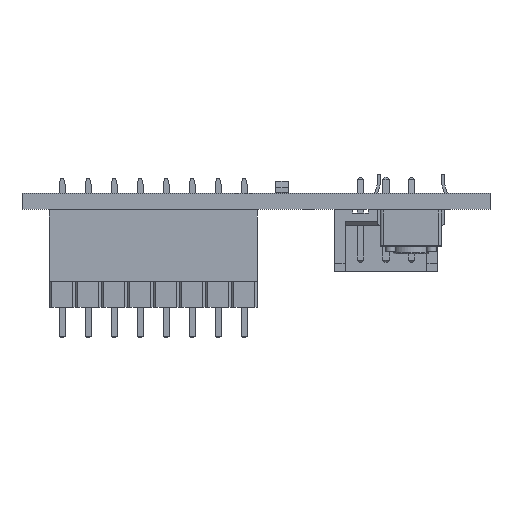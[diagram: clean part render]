
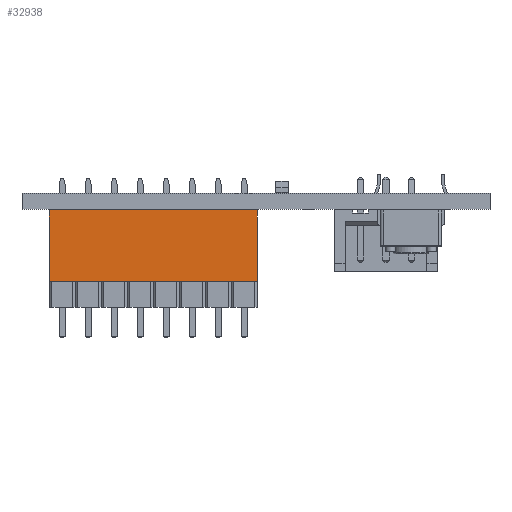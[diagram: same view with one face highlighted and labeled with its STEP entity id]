
A CAD part, front view. The second image highlights one B-rep face of the part: STEP entity #32938.
In plain terms, the highlighted face is planar.
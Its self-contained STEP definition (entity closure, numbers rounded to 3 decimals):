
#32938 = ADVANCED_FACE('',(#32939),#32953,.F.);
#32939 = FACE_BOUND('',#32940,.F.);
#32940 = EDGE_LOOP('',(#32941,#32976,#33004,#33032));
#32941 = ORIENTED_EDGE('',*,*,#32942,.T.);
#32942 = EDGE_CURVE('',#32943,#32945,#32947,.T.);
#32943 = VERTEX_POINT('',#32944);
#32944 = CARTESIAN_POINT('',(1.27,-19.05,0.));
#32945 = VERTEX_POINT('',#32946);
#32946 = CARTESIAN_POINT('',(1.27,-19.05,7.));
#32947 = SURFACE_CURVE('',#32948,(#32952,#32964),.PCURVE_S1.);
#32948 = LINE('',#32949,#32950);
#32949 = CARTESIAN_POINT('',(1.27,-19.05,0.));
#32950 = VECTOR('',#32951,1.);
#32951 = DIRECTION('',(0.,0.,1.));
#32952 = PCURVE('',#32953,#32958);
#32953 = PLANE('',#32954);
#32954 = AXIS2_PLACEMENT_3D('',#32955,#32956,#32957);
#32955 = CARTESIAN_POINT('',(1.27,-19.05,0.));
#32956 = DIRECTION('',(-1.,0.,0.));
#32957 = DIRECTION('',(0.,1.,0.));
#32958 = DEFINITIONAL_REPRESENTATION('',(#32959),#32963);
#32959 = LINE('',#32960,#32961);
#32960 = CARTESIAN_POINT('',(0.,0.));
#32961 = VECTOR('',#32962,1.);
#32962 = DIRECTION('',(0.,-1.));
#32963 = ( GEOMETRIC_REPRESENTATION_CONTEXT(2) 
PARAMETRIC_REPRESENTATION_CONTEXT() REPRESENTATION_CONTEXT('2D SPACE',''
  ) );
#32964 = PCURVE('',#32965,#32970);
#32965 = PLANE('',#32966);
#32966 = AXIS2_PLACEMENT_3D('',#32967,#32968,#32969);
#32967 = CARTESIAN_POINT('',(-1.27,-19.05,0.));
#32968 = DIRECTION('',(0.,1.,0.));
#32969 = DIRECTION('',(1.,0.,0.));
#32970 = DEFINITIONAL_REPRESENTATION('',(#32971),#32975);
#32971 = LINE('',#32972,#32973);
#32972 = CARTESIAN_POINT('',(2.54,0.));
#32973 = VECTOR('',#32974,1.);
#32974 = DIRECTION('',(0.,-1.));
#32975 = ( GEOMETRIC_REPRESENTATION_CONTEXT(2) 
PARAMETRIC_REPRESENTATION_CONTEXT() REPRESENTATION_CONTEXT('2D SPACE',''
  ) );
#32976 = ORIENTED_EDGE('',*,*,#32977,.T.);
#32977 = EDGE_CURVE('',#32945,#32978,#32980,.T.);
#32978 = VERTEX_POINT('',#32979);
#32979 = CARTESIAN_POINT('',(1.27,1.27,7.));
#32980 = SURFACE_CURVE('',#32981,(#32985,#32992),.PCURVE_S1.);
#32981 = LINE('',#32982,#32983);
#32982 = CARTESIAN_POINT('',(1.27,-19.05,7.));
#32983 = VECTOR('',#32984,1.);
#32984 = DIRECTION('',(0.,1.,0.));
#32985 = PCURVE('',#32953,#32986);
#32986 = DEFINITIONAL_REPRESENTATION('',(#32987),#32991);
#32987 = LINE('',#32988,#32989);
#32988 = CARTESIAN_POINT('',(0.,-7.));
#32989 = VECTOR('',#32990,1.);
#32990 = DIRECTION('',(1.,0.));
#32991 = ( GEOMETRIC_REPRESENTATION_CONTEXT(2) 
PARAMETRIC_REPRESENTATION_CONTEXT() REPRESENTATION_CONTEXT('2D SPACE',''
  ) );
#32992 = PCURVE('',#32993,#32998);
#32993 = PLANE('',#32994);
#32994 = AXIS2_PLACEMENT_3D('',#32995,#32996,#32997);
#32995 = CARTESIAN_POINT('',(1.27,-19.05,7.));
#32996 = DIRECTION('',(-0.,0.,-1.));
#32997 = DIRECTION('',(0.,-1.,-0.));
#32998 = DEFINITIONAL_REPRESENTATION('',(#32999),#33003);
#32999 = LINE('',#33000,#33001);
#33000 = CARTESIAN_POINT('',(0.,0.));
#33001 = VECTOR('',#33002,1.);
#33002 = DIRECTION('',(-1.,0.));
#33003 = ( GEOMETRIC_REPRESENTATION_CONTEXT(2) 
PARAMETRIC_REPRESENTATION_CONTEXT() REPRESENTATION_CONTEXT('2D SPACE',''
  ) );
#33004 = ORIENTED_EDGE('',*,*,#33005,.F.);
#33005 = EDGE_CURVE('',#33006,#32978,#33008,.T.);
#33006 = VERTEX_POINT('',#33007);
#33007 = CARTESIAN_POINT('',(1.27,1.27,0.));
#33008 = SURFACE_CURVE('',#33009,(#33013,#33020),.PCURVE_S1.);
#33009 = LINE('',#33010,#33011);
#33010 = CARTESIAN_POINT('',(1.27,1.27,0.));
#33011 = VECTOR('',#33012,1.);
#33012 = DIRECTION('',(0.,0.,1.));
#33013 = PCURVE('',#32953,#33014);
#33014 = DEFINITIONAL_REPRESENTATION('',(#33015),#33019);
#33015 = LINE('',#33016,#33017);
#33016 = CARTESIAN_POINT('',(20.32,0.));
#33017 = VECTOR('',#33018,1.);
#33018 = DIRECTION('',(0.,-1.));
#33019 = ( GEOMETRIC_REPRESENTATION_CONTEXT(2) 
PARAMETRIC_REPRESENTATION_CONTEXT() REPRESENTATION_CONTEXT('2D SPACE',''
  ) );
#33020 = PCURVE('',#33021,#33026);
#33021 = PLANE('',#33022);
#33022 = AXIS2_PLACEMENT_3D('',#33023,#33024,#33025);
#33023 = CARTESIAN_POINT('',(1.27,1.27,0.));
#33024 = DIRECTION('',(0.,-1.,0.));
#33025 = DIRECTION('',(-1.,0.,0.));
#33026 = DEFINITIONAL_REPRESENTATION('',(#33027),#33031);
#33027 = LINE('',#33028,#33029);
#33028 = CARTESIAN_POINT('',(0.,0.));
#33029 = VECTOR('',#33030,1.);
#33030 = DIRECTION('',(0.,-1.));
#33031 = ( GEOMETRIC_REPRESENTATION_CONTEXT(2) 
PARAMETRIC_REPRESENTATION_CONTEXT() REPRESENTATION_CONTEXT('2D SPACE',''
  ) );
#33032 = ORIENTED_EDGE('',*,*,#33033,.F.);
#33033 = EDGE_CURVE('',#32943,#33006,#33034,.T.);
#33034 = SURFACE_CURVE('',#33035,(#33039,#33046),.PCURVE_S1.);
#33035 = LINE('',#33036,#33037);
#33036 = CARTESIAN_POINT('',(1.27,-19.05,0.));
#33037 = VECTOR('',#33038,1.);
#33038 = DIRECTION('',(0.,1.,0.));
#33039 = PCURVE('',#32953,#33040);
#33040 = DEFINITIONAL_REPRESENTATION('',(#33041),#33045);
#33041 = LINE('',#33042,#33043);
#33042 = CARTESIAN_POINT('',(0.,0.));
#33043 = VECTOR('',#33044,1.);
#33044 = DIRECTION('',(1.,0.));
#33045 = ( GEOMETRIC_REPRESENTATION_CONTEXT(2) 
PARAMETRIC_REPRESENTATION_CONTEXT() REPRESENTATION_CONTEXT('2D SPACE',''
  ) );
#33046 = PCURVE('',#33047,#33052);
#33047 = PLANE('',#33048);
#33048 = AXIS2_PLACEMENT_3D('',#33049,#33050,#33051);
#33049 = CARTESIAN_POINT('',(1.27,-19.05,0.));
#33050 = DIRECTION('',(-0.,0.,-1.));
#33051 = DIRECTION('',(0.,-1.,-0.));
#33052 = DEFINITIONAL_REPRESENTATION('',(#33053),#33057);
#33053 = LINE('',#33054,#33055);
#33054 = CARTESIAN_POINT('',(0.,0.));
#33055 = VECTOR('',#33056,1.);
#33056 = DIRECTION('',(-1.,0.));
#33057 = ( GEOMETRIC_REPRESENTATION_CONTEXT(2) 
PARAMETRIC_REPRESENTATION_CONTEXT() REPRESENTATION_CONTEXT('2D SPACE',''
  ) );
